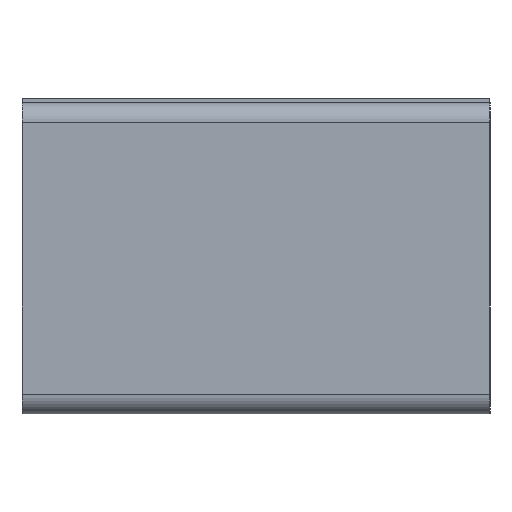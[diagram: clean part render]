
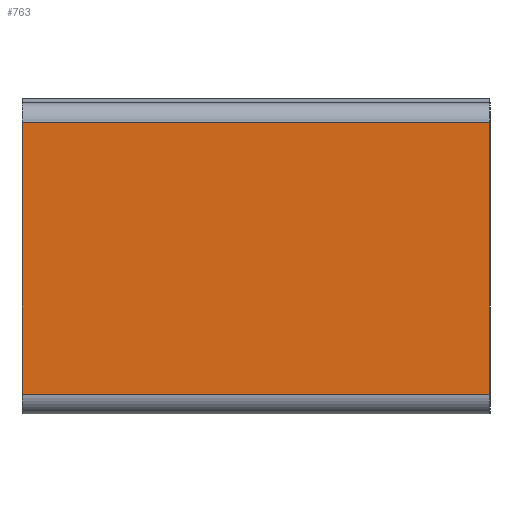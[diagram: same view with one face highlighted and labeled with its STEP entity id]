
A CAD part, left-side view. The second image highlights one B-rep face of the part: STEP entity #763.
In plain terms, the highlighted planar face has unit normal (-1, 0, 0).
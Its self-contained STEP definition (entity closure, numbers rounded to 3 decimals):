
#36=FACE_OUTER_BOUND('',#72,.T.);
#72=EDGE_LOOP('',(#600,#601,#602,#603));
#121=LINE('',#1085,#211);
#132=LINE('',#1118,#222);
#180=LINE('',#1217,#270);
#181=LINE('',#1218,#271);
#211=VECTOR('',#876,0.291);
#222=VECTOR('',#899,0.291);
#270=VECTOR('',#987,0.5);
#271=VECTOR('',#988,0.5);
#307=VERTEX_POINT('',#1082);
#308=VERTEX_POINT('',#1084);
#323=VERTEX_POINT('',#1115);
#324=VERTEX_POINT('',#1117);
#379=EDGE_CURVE('',#308,#307,#121,.T.);
#395=EDGE_CURVE('',#323,#324,#132,.T.);
#448=EDGE_CURVE('',#308,#323,#180,.F.);
#449=EDGE_CURVE('',#324,#307,#181,.T.);
#600=ORIENTED_EDGE('',*,*,#395,.F.);
#601=ORIENTED_EDGE('',*,*,#448,.F.);
#602=ORIENTED_EDGE('',*,*,#379,.T.);
#603=ORIENTED_EDGE('',*,*,#449,.F.);
#694=PLANE('',#823);
#763=ADVANCED_FACE('',(#36),#694,.F.);
#823=AXIS2_PLACEMENT_3D('',#1216,#985,#986);
#876=DIRECTION('',(0.,0.,-1.));
#899=DIRECTION('',(0.,0.,-1.));
#985=DIRECTION('center_axis',(1.,0.,0.));
#986=DIRECTION('ref_axis',(0.,0.,-1.));
#987=DIRECTION('',(0.,1.,0.));
#988=DIRECTION('',(0.,1.,0.));
#1082=CARTESIAN_POINT('',(-0.5,0.25,0.021));
#1084=CARTESIAN_POINT('',(-0.5,0.25,0.312));
#1085=CARTESIAN_POINT('',(-0.5,0.25,0.312));
#1115=CARTESIAN_POINT('',(-0.5,-0.25,0.312));
#1117=CARTESIAN_POINT('',(-0.5,-0.25,0.021));
#1118=CARTESIAN_POINT('',(-0.5,-0.25,0.312));
#1216=CARTESIAN_POINT('Origin',(-0.5,0.,0.333));
#1217=CARTESIAN_POINT('',(-0.5,-0.25,0.312));
#1218=CARTESIAN_POINT('',(-0.5,-0.25,0.021));
